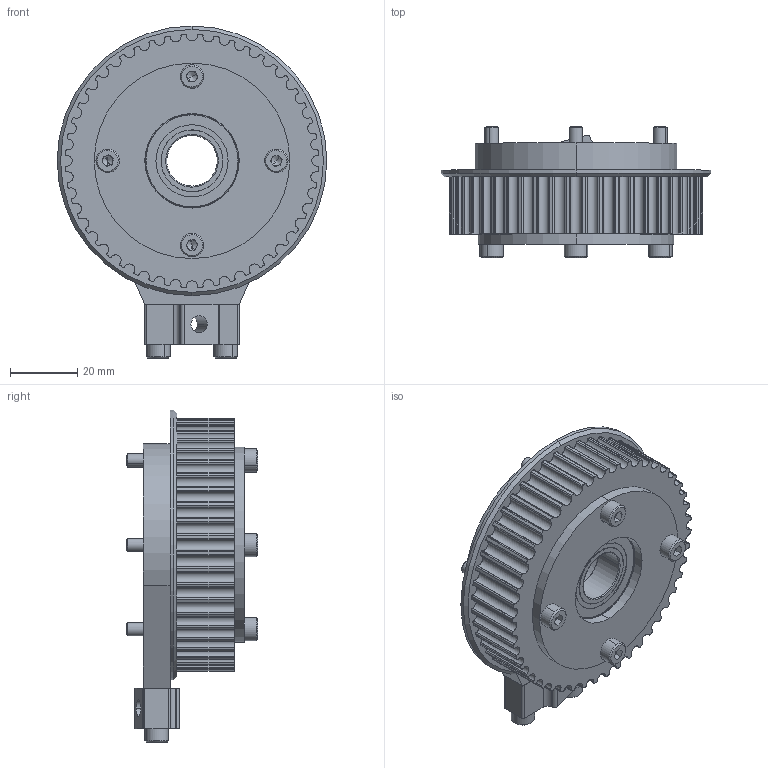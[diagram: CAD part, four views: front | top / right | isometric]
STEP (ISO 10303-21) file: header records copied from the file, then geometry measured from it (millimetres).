
FILE_DESCRIPTION (( 'STEP AP214' ), '1' );
FILE_NAME ('control_arm_right_assem.STEP', '2025-05-05T09:26:20', ( '' ), ( '' ), 'SwSTEP 2.0', 'SolidWorks 2024', '' );
FILE_SCHEMA (( 'AUTOMOTIVE_DESIGN' ));
Length unit declared in the file: millimetre
Products named in the file (13): socket head cap screw_am_B18.3.1M - 4 x 0.7 x 35 Hex SHCS -- 20NHX; skf_bearing_6002-2rsh_2_03; skf_bearing_6002-2rsh_2_02; BLKS001-pulley_bearing_seat; skf_bearing_6002-2rsh_2_05; skf_bearing_6002-2rsh_2_04; BLKS004-control_arm_rod_end_insert; skf_bearing_6002-2rsh_2_01; skf_bearing_6002-2rsh_2; BLKS002-PT_48T_5M_15W_12B (Diff Shaft); socket head cap screw_am_B18.3.1M - 4 x 0.7 x 16 Hex SHCS -- 16NHX; BLKS003-control_arm; control_arm_right_assem
Assembly tree (16 placements, depth 3):
  control_arm_right_assem
    BLKS001-pulley_bearing_seat
    skf_bearing_6002-2rsh_2
      skf_bearing_6002-2rsh_2_01
      skf_bearing_6002-2rsh_2_02
      skf_bearing_6002-2rsh_2_03
      skf_bearing_6002-2rsh_2_04
      skf_bearing_6002-2rsh_2_05
    BLKS002-PT_48T_5M_15W_12B (Diff Shaft)
    BLKS003-control_arm
    BLKS004-control_arm_rod_end_insert
    socket head cap screw_am_B18.3.1M - 4 x 0.7 x 35 Hex SHCS -- 20NHX  x4
    socket head cap screw_am_B18.3.1M - 4 x 0.7 x 16 Hex SHCS -- 16NHX  x2
Bounding box: 80 x 39 x 98.5 mm (x, y, z)
Volume: 107073.2 mm3; surface area: 45010.9 mm2
Topology: 15 solids, 15 shells, 742 faces, 1971 edges, 1267 vertices
Faces by surface type: cylinder 361, plane 225, cone 78, torus 60, sphere 18
Entity records: 20749 total; most frequent: DIRECTION 3842, CARTESIAN_POINT 3632, ORIENTED_EDGE 3380, EDGE_CURVE 1690, AXIS2_PLACEMENT_3D 1534, VERTEX_POINT 1108, CIRCLE 880, LINE 774
